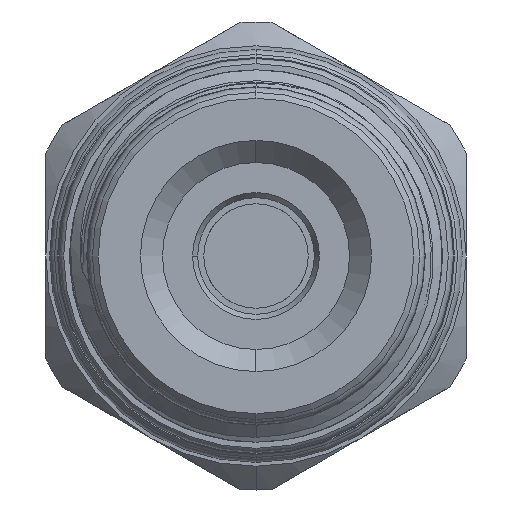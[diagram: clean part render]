
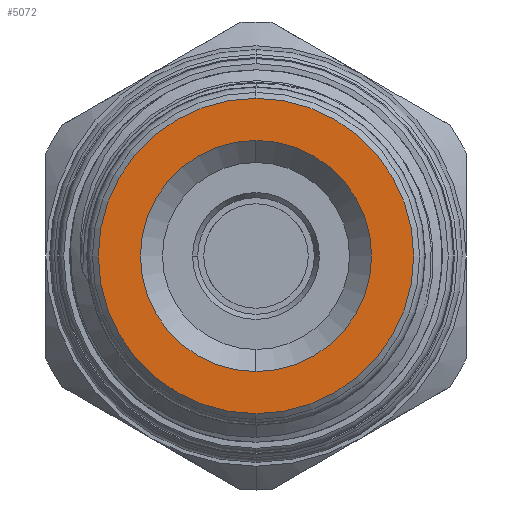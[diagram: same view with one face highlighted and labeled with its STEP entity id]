
A CAD part, left-side view. The second image highlights one B-rep face of the part: STEP entity #5072.
In plain terms, the highlighted planar face has unit normal (-1, 0, 0).
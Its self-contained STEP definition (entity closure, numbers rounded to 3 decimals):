
#1282 = CARTESIAN_POINT ( 'NONE',  ( -69.87, 0., 0. ) ) ;
#1285 = PLANE ( 'NONE',  #4625 ) ;
#1287 = DIRECTION ( 'NONE',  ( 1., 0., 0. ) ) ;
#1288 = DIRECTION ( 'NONE',  ( 0., 0., -1. ) ) ;
#1967 = CARTESIAN_POINT ( 'NONE',  ( -69.87, 0., 0. ) ) ;
#1968 = DIRECTION ( 'NONE',  ( -1., 0., 0. ) ) ;
#1969 = DIRECTION ( 'NONE',  ( 0., 0., 1. ) ) ;
#2179 = CARTESIAN_POINT ( 'NONE',  ( -69.87, 0., 7.85 ) ) ;
#2402 = CARTESIAN_POINT ( 'NONE',  ( -69.87, 0., 10.715 ) ) ;
#2408 = CARTESIAN_POINT ( 'NONE',  ( -69.87, 0., -10.715 ) ) ;
#2420 = CARTESIAN_POINT ( 'NONE',  ( -69.87, 0., -7.85 ) ) ;
#3461 = CARTESIAN_POINT ( 'NONE',  ( -69.87, 0., 0. ) ) ;
#3462 = DIRECTION ( 'NONE',  ( -1., 0., 0. ) ) ;
#3463 = DIRECTION ( 'NONE',  ( 0., 0., -1. ) ) ;
#4216 = AXIS2_PLACEMENT_3D ( 'NONE', #10588, #10589, #10590 ) ;
#4242 = AXIS2_PLACEMENT_3D ( 'NONE', #10389, #10390, #10391 ) ;
#4324 = EDGE_CURVE ( 'NONE', #11176, #11765, #7362, .T. ) ;
#4366 = EDGE_CURVE ( 'NONE', #11749, #11713, #7399, .T. ) ;
#4625 = AXIS2_PLACEMENT_3D ( 'NONE', #1282, #1287, #1288 ) ;
#5072 = ADVANCED_FACE ( 'NONE', ( #7862, #7868 ), #1285, .F. ) ;
#6202 = ORIENTED_EDGE ( 'NONE', *, *, #8765, .T. ) ;
#6206 = ORIENTED_EDGE ( 'NONE', *, *, #9136, .F. ) ;
#6231 = ORIENTED_EDGE ( 'NONE', *, *, #4366, .T. ) ;
#7362 = CIRCLE ( 'NONE', #4242, 7.85 ) ;
#7399 = CIRCLE ( 'NONE', #4216, 10.715 ) ;
#7862 = FACE_OUTER_BOUND ( 'NONE', #11401, .T. ) ;
#7868 = FACE_BOUND ( 'NONE', #11782, .T. ) ;
#8681 = AXIS2_PLACEMENT_3D ( 'NONE', #3461, #3462, #3463 ) ;
#8722 = AXIS2_PLACEMENT_3D ( 'NONE', #1967, #1968, #1969 ) ;
#8765 = EDGE_CURVE ( 'NONE', #11713, #11749, #10054, .T. ) ;
#9136 = EDGE_CURVE ( 'NONE', #11765, #11176, #10174, .T. ) ;
#10054 = CIRCLE ( 'NONE', #8681, 10.715 ) ;
#10174 = CIRCLE ( 'NONE', #8722, 7.85 ) ;
#10389 = CARTESIAN_POINT ( 'NONE',  ( -69.87, 0., 0. ) ) ;
#10390 = DIRECTION ( 'NONE',  ( -1., 0., 0. ) ) ;
#10391 = DIRECTION ( 'NONE',  ( 0., 0., 1. ) ) ;
#10588 = CARTESIAN_POINT ( 'NONE',  ( -69.87, 0., 0. ) ) ;
#10589 = DIRECTION ( 'NONE',  ( -1., 0., 0. ) ) ;
#10590 = DIRECTION ( 'NONE',  ( 0., 0., -1. ) ) ;
#10913 = ORIENTED_EDGE ( 'NONE', *, *, #4324, .F. ) ;
#11176 = VERTEX_POINT ( 'NONE', #2179 ) ;
#11401 = EDGE_LOOP ( 'NONE', ( #6231, #6202 ) ) ;
#11713 = VERTEX_POINT ( 'NONE', #2402 ) ;
#11749 = VERTEX_POINT ( 'NONE', #2408 ) ;
#11765 = VERTEX_POINT ( 'NONE', #2420 ) ;
#11782 = EDGE_LOOP ( 'NONE', ( #10913, #6206 ) ) ;
